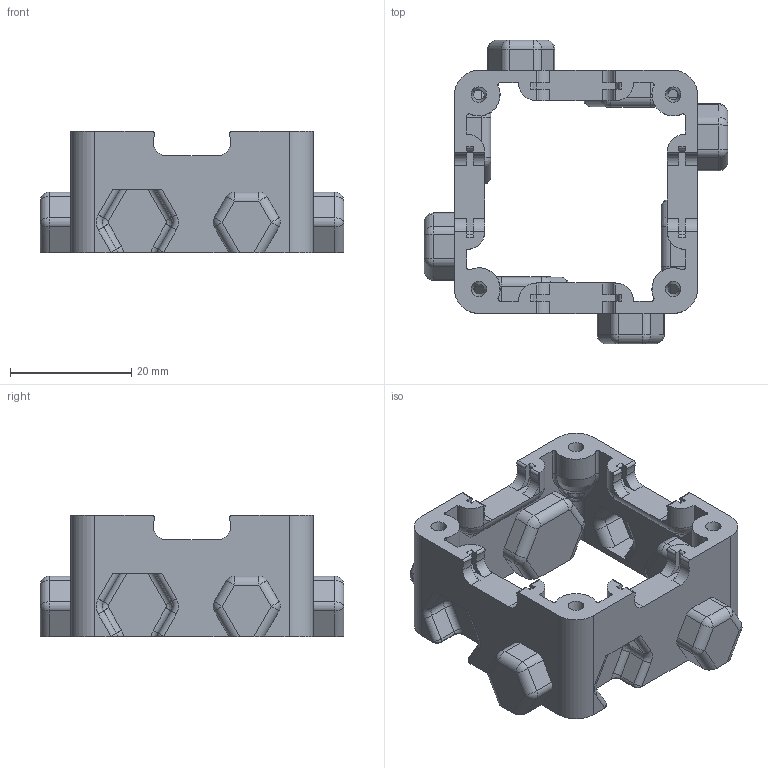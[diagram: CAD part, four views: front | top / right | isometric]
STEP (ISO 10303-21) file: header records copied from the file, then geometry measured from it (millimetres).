
FILE_DESCRIPTION(('FreeCAD Model'),'2;1');
FILE_NAME('Open CASCADE Shape Model','2025-07-18T19:54:32',(''),(''), 'Open CASCADE STEP processor 7.8','FreeCAD','Unknown');
FILE_SCHEMA(('AUTOMOTIVE_DESIGN { 1 0 10303 214 1 1 1 1 }'));
Length unit declared in the file: millimetre
Products named in the file (1): Circuit-Node-hexagon
Bounding box: 50 x 50 x 20 mm (x, y, z)
Volume: 8233.4 mm3; surface area: 8996.2 mm2
Topology: 1 solids, 1 shells, 549 faces, 1444 edges, 868 vertices
Faces by surface type: cylinder 268, plane 157, revolution 32, bspline 32, torus 24, sphere 24, cone 12
Full cylindrical faces by diameter (mm): 1.75 x4
Entity records: 25312 total; most frequent: CARTESIAN_POINT 11846, DIRECTION 2928, ORIENTED_EDGE 2824, EDGE_CURVE 1412, AXIS2_PLACEMENT_3D 1086, VERTEX_POINT 868, LINE 724, VECTOR 724
